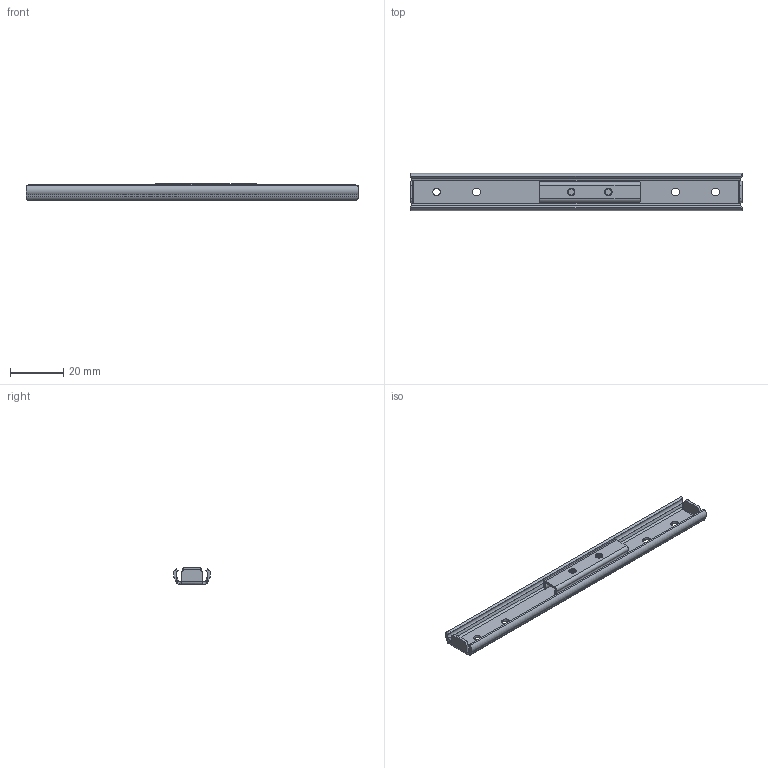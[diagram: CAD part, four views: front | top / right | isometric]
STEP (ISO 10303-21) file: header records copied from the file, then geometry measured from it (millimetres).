
FILE_DESCRIPTION (( 'STEP AP203' ), '1' );
FILE_NAME ('U1411-125.STEP', '2020-10-08T01:43:00', ( '' ), ( '' ), 'SwSTEP 2.0', 'SolidWorks 2019', '' );
FILE_SCHEMA (( 'CONFIG_CONTROL_DESIGN' ));
Length unit declared in the file: millimetre
Products named in the file (3): U1411-125 OM; U1411-125 IM; U1411-125
Assembly tree (2 placements, depth 2):
  U1411-125
    U1411-125 OM
    U1411-125 IM
Bounding box: 125 x 13.98 x 6.4 mm (x, y, z)
Volume: 3131.1 mm3; surface area: 6959.3 mm2
Topology: 2 solids, 2 shells, 135 faces, 375 edges, 246 vertices
Faces by surface type: cylinder 75, plane 44, torus 10, bspline 6
Entity records: 6594 total; most frequent: CARTESIAN_POINT 3001, ORIENTED_EDGE 750, DIRECTION 639, EDGE_CURVE 375, VERTEX_POINT 246, AXIS2_PLACEMENT_3D 242, LINE 155, VECTOR 155
